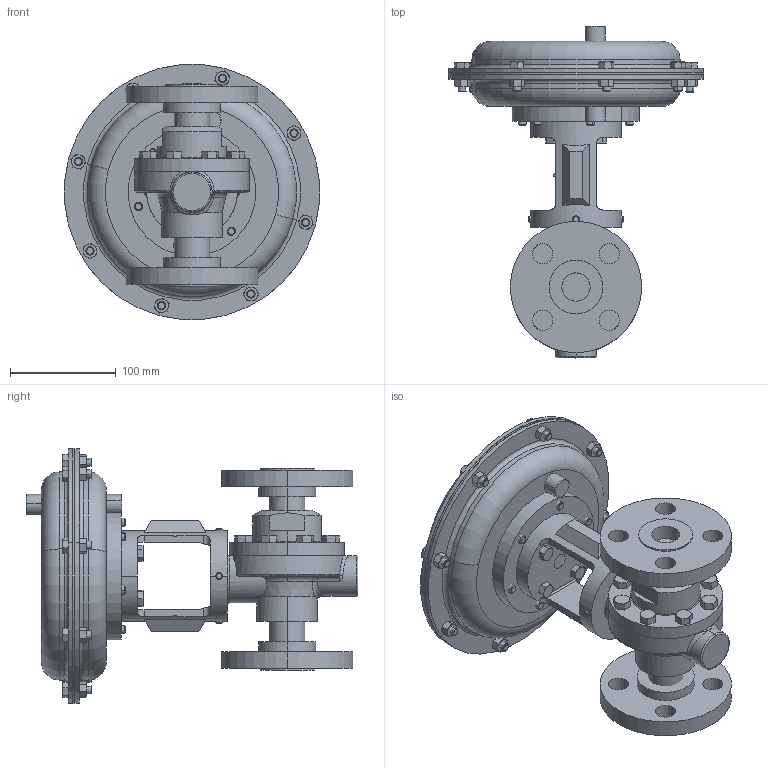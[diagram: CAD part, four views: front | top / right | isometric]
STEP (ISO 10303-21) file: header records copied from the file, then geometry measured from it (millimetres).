
FILE_DESCRIPTION (( 'STEP AP203' ), '1' );
FILE_NAME ('70-100-CS+S6-F3-35M.STEP', '2017-08-30T16:13:40', ( '' ), ( '' ), 'SwSTEP 2.0', 'SolidWorks 2014', '' );
FILE_SCHEMA (( 'CONFIG_CONTROL_DESIGN' ));
Length unit declared in the file: inch
Products named in the file (1): 70-100-CS+S6-F3-35M
Bounding box: 240.92 x 313.22 x 240.92 mm (x, y, z)
Volume: 3871444.6 mm3; surface area: 569851 mm2
Topology: 51 solids, 51 shells, 896 faces, 1912 edges, 1152 vertices
Faces by surface type: plane 368, cone 339, cylinder 158, torus 23, bspline 6, sphere 2
Full cylindrical faces by diameter (mm): 6.528 x1, 9.525 x4, 14.732 x1, 54.864 x1
Entity records: 26958 total; most frequent: CARTESIAN_POINT 8297, DIRECTION 3801, ORIENTED_EDGE 3800, EDGE_CURVE 1900, AXIS2_PLACEMENT_3D 1574, VERTEX_POINT 1152, EDGE_LOOP 960, ADVANCED_FACE 896
